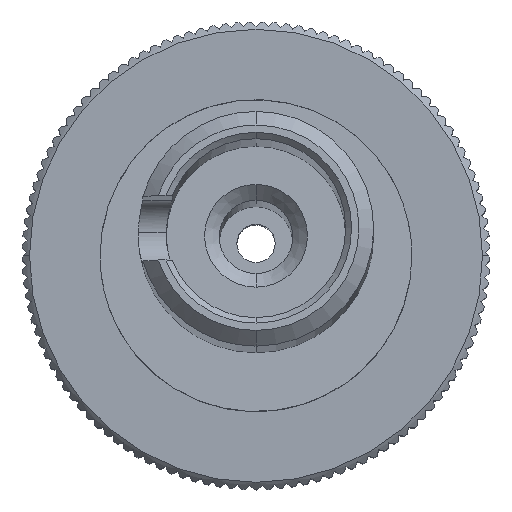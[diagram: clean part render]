
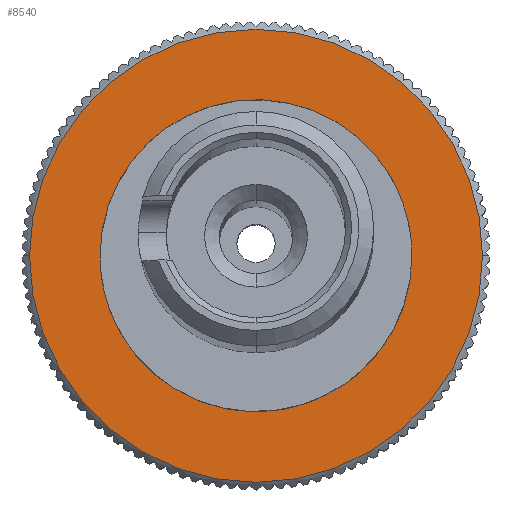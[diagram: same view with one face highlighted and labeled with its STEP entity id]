
A CAD part, top view. The second image highlights one B-rep face of the part: STEP entity #8540.
In plain terms, the highlighted planar face has unit normal (0, 0, 1).
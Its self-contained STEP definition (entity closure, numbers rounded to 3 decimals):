
#124 = FACE_BOUND ( 'NONE', #11550, .T. ) ;
#261 = DIRECTION ( 'NONE',  ( 1., 0., 0. ) ) ;
#477 = CARTESIAN_POINT ( 'NONE',  ( 7.7, 0., 6.5 ) ) ;
#600 = CIRCLE ( 'NONE', #8437, 5.3 ) ;
#780 = CARTESIAN_POINT ( 'NONE',  ( 5.3, 0., 6.5 ) ) ;
#1544 = ORIENTED_EDGE ( 'NONE', *, *, #8414, .T. ) ;
#1721 = CIRCLE ( 'NONE', #11372, 7.7 ) ;
#2107 = CARTESIAN_POINT ( 'NONE',  ( 0., 0., 6.5 ) ) ;
#2209 = ORIENTED_EDGE ( 'NONE', *, *, #3554, .T. ) ;
#2886 = AXIS2_PLACEMENT_3D ( 'NONE', #8609, #4042, #13742 ) ;
#2997 = DIRECTION ( 'NONE',  ( 0., 0., -1. ) ) ;
#3363 = EDGE_CURVE ( 'NONE', #7458, #3882, #1721, .T. ) ;
#3519 = DIRECTION ( 'NONE',  ( 0., 0., 1. ) ) ;
#3554 = EDGE_CURVE ( 'NONE', #8336, #11757, #600, .T. ) ;
#3706 = EDGE_CURVE ( 'NONE', #11757, #8336, #4636, .T. ) ;
#3882 = VERTEX_POINT ( 'NONE', #5328 ) ;
#3996 = DIRECTION ( 'NONE',  ( -1., 0., 0. ) ) ;
#4042 = DIRECTION ( 'NONE',  ( 0., 0., 1. ) ) ;
#4636 = CIRCLE ( 'NONE', #7784, 5.3 ) ;
#5104 = CARTESIAN_POINT ( 'NONE',  ( -5.3, 0., 6.5 ) ) ;
#5328 = CARTESIAN_POINT ( 'NONE',  ( -7.7, 0., 6.5 ) ) ;
#5434 = CARTESIAN_POINT ( 'NONE',  ( 0., 0., 6.5 ) ) ;
#5525 = PLANE ( 'NONE',  #8054 ) ;
#6579 = ORIENTED_EDGE ( 'NONE', *, *, #3706, .T. ) ;
#6756 = DIRECTION ( 'NONE',  ( -1., 0., 0. ) ) ;
#6845 = FACE_OUTER_BOUND ( 'NONE', #9030, .T. ) ;
#7458 = VERTEX_POINT ( 'NONE', #477 ) ;
#7784 = AXIS2_PLACEMENT_3D ( 'NONE', #11731, #2997, #3996 ) ;
#8054 = AXIS2_PLACEMENT_3D ( 'NONE', #11132, #8747, #261 ) ;
#8336 = VERTEX_POINT ( 'NONE', #5104 ) ;
#8414 = EDGE_CURVE ( 'NONE', #3882, #7458, #11432, .T. ) ;
#8437 = AXIS2_PLACEMENT_3D ( 'NONE', #2107, #11536, #11745 ) ;
#8540 = ADVANCED_FACE ( 'NONE', ( #124, #6845 ), #5525, .T. ) ;
#8609 = CARTESIAN_POINT ( 'NONE',  ( 0., 0., 6.5 ) ) ;
#8747 = DIRECTION ( 'NONE',  ( 0., 0., 1. ) ) ;
#9030 = EDGE_LOOP ( 'NONE', ( #1544, #12014 ) ) ;
#11132 = CARTESIAN_POINT ( 'NONE',  ( -7.792, -7.792, 6.5 ) ) ;
#11372 = AXIS2_PLACEMENT_3D ( 'NONE', #5434, #3519, #6756 ) ;
#11432 = CIRCLE ( 'NONE', #2886, 7.7 ) ;
#11536 = DIRECTION ( 'NONE',  ( 0., 0., -1. ) ) ;
#11550 = EDGE_LOOP ( 'NONE', ( #2209, #6579 ) ) ;
#11731 = CARTESIAN_POINT ( 'NONE',  ( 0., 0., 6.5 ) ) ;
#11745 = DIRECTION ( 'NONE',  ( -1., 0., 0. ) ) ;
#11757 = VERTEX_POINT ( 'NONE', #780 ) ;
#12014 = ORIENTED_EDGE ( 'NONE', *, *, #3363, .T. ) ;
#13742 = DIRECTION ( 'NONE',  ( -1., 0., 0. ) ) ;
